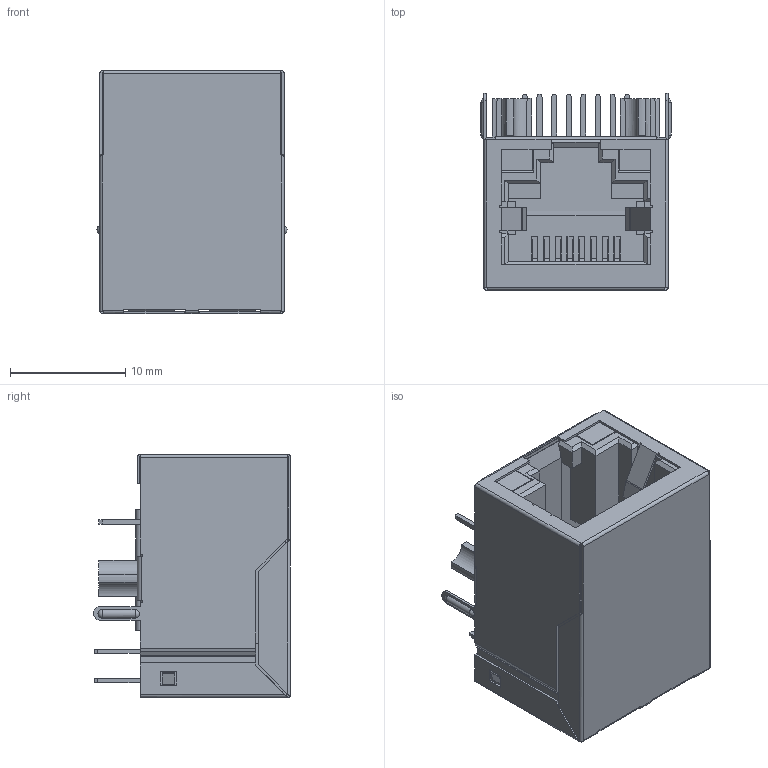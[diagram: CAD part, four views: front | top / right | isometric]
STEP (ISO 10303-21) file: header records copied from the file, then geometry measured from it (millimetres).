
FILE_DESCRIPTION((''),'2;1');
FILE_NAME('DGKYD111B002BA2A1D','2023-06-02T14:36:10',('Administrator'),(''),'CREO PARAMETRIC BY PTC INC, 2019010','CREO PARAMETRIC BY PTC INC, 2019010','');
FILE_SCHEMA(('CONFIG_CONTROL_DESIGN'));
Length unit declared in the file: millimetre
Products named in the file (1): DGKYD111B002BA2A1D
Bounding box: 16.5 x 17.1 x 21.1 mm (x, y, z)
Volume: 1979 mm3; surface area: 6671.6 mm2
Topology: 1 solids, 1 shells, 1150 faces, 3476 edges, 2277 vertices
Faces by surface type: plane 934, cylinder 148, extrusion 64, sphere 4
Entity records: 41213 total; most frequent: CARTESIAN_POINT 9916, ORIENTED_EDGE 6952, DIRECTION 5874, EDGE_CURVE 3476, VECTOR 2978, LINE 2914, VERTEX_POINT 2277, AXIS2_PLACEMENT_3D 1448
